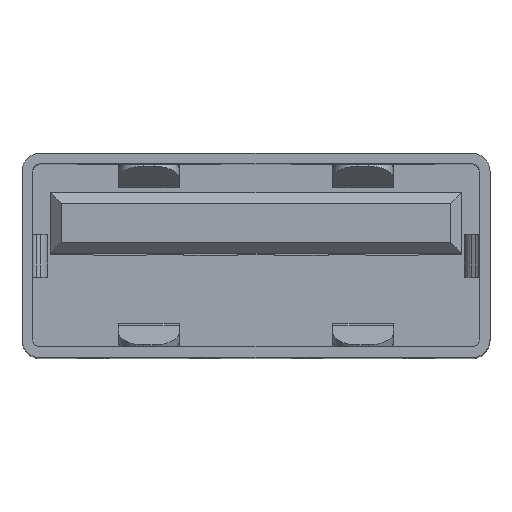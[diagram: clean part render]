
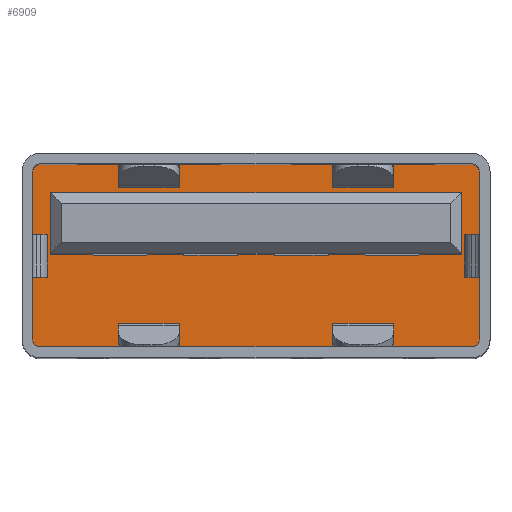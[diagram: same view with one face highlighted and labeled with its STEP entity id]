
A CAD part, top view. The second image highlights one B-rep face of the part: STEP entity #6909.
In plain terms, the highlighted planar face has unit normal (0, 0, 1).
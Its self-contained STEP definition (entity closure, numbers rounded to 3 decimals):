
#21 = CARTESIAN_POINT ( 'NONE',  ( 5.75, 0.06, 5.3 ) ) ;
#126 = ORIENTED_EDGE ( 'NONE', *, *, #926, .F. ) ;
#221 = VECTOR ( 'NONE', #4436, 1000. ) ;
#357 = CARTESIAN_POINT ( 'NONE',  ( 6.05, -2.36, 5.3 ) ) ;
#389 = DIRECTION ( 'NONE',  ( 1., 0., 0. ) ) ;
#536 = EDGE_CURVE ( 'NONE', #818, #6687, #6006, .T. ) ;
#558 = LINE ( 'NONE', #1131, #4924 ) ;
#667 = ORIENTED_EDGE ( 'NONE', *, *, #536, .F. ) ;
#724 = CARTESIAN_POINT ( 'NONE',  ( -5.75, 1.76, 5.3 ) ) ;
#818 = VERTEX_POINT ( 'NONE', #4297 ) ;
#824 = CARTESIAN_POINT ( 'NONE',  ( 5.75, 1.76, 5.3 ) ) ;
#877 = DIRECTION ( 'NONE',  ( 1., 0., 0. ) ) ;
#926 = EDGE_CURVE ( 'NONE', #5582, #818, #4519, .T. ) ;
#943 = VERTEX_POINT ( 'NONE', #6779 ) ;
#955 = FACE_BOUND ( 'NONE', #2872, .T. ) ;
#1131 = CARTESIAN_POINT ( 'NONE',  ( -6.05, -2.56, 5.3 ) ) ;
#1134 = EDGE_CURVE ( 'NONE', #4659, #2086, #6552, .T. ) ;
#1182 = ORIENTED_EDGE ( 'NONE', *, *, #5977, .T. ) ;
#1379 = EDGE_CURVE ( 'NONE', #5819, #943, #1944, .T. ) ;
#1398 = EDGE_CURVE ( 'NONE', #2086, #4098, #5387, .T. ) ;
#1434 = CARTESIAN_POINT ( 'NONE',  ( 6.25, 2.36, 5.3 ) ) ;
#1464 = DIRECTION ( 'NONE',  ( 1., 0., 0. ) ) ;
#1629 = VERTEX_POINT ( 'NONE', #3287 ) ;
#1787 = ORIENTED_EDGE ( 'NONE', *, *, #3643, .T. ) ;
#1944 = CIRCLE ( 'NONE', #3209, 0.2 ) ;
#2086 = VERTEX_POINT ( 'NONE', #6478 ) ;
#2088 = VECTOR ( 'NONE', #2726, 1000. ) ;
#2142 = FACE_OUTER_BOUND ( 'NONE', #5985, .T. ) ;
#2219 = EDGE_CURVE ( 'NONE', #5553, #1629, #6025, .T. ) ;
#2264 = CARTESIAN_POINT ( 'NONE',  ( -6.25, 2.36, 5.3 ) ) ;
#2308 = ORIENTED_EDGE ( 'NONE', *, *, #1134, .T. ) ;
#2450 = LINE ( 'NONE', #6299, #6049 ) ;
#2594 = PLANE ( 'NONE',  #4133 ) ;
#2601 = LINE ( 'NONE', #2700, #4325 ) ;
#2700 = CARTESIAN_POINT ( 'NONE',  ( -5.75, 0.06, 5.3 ) ) ;
#2720 = LINE ( 'NONE', #3851, #6747 ) ;
#2726 = DIRECTION ( 'NONE',  ( 0., -1., 0. ) ) ;
#2808 = DIRECTION ( 'NONE',  ( 1., 0., 0. ) ) ;
#2861 = VECTOR ( 'NONE', #4290, 1000. ) ;
#2872 = EDGE_LOOP ( 'NONE', ( #4556, #6571, #667, #126 ) ) ;
#2964 = VECTOR ( 'NONE', #4674, 1000. ) ;
#3026 = LINE ( 'NONE', #6837, #2964 ) ;
#3153 = ORIENTED_EDGE ( 'NONE', *, *, #1398, .T. ) ;
#3209 = AXIS2_PLACEMENT_3D ( 'NONE', #7048, #5392, #1464 ) ;
#3287 = CARTESIAN_POINT ( 'NONE',  ( 6.25, -2.36, 5.3 ) ) ;
#3303 = DIRECTION ( 'NONE',  ( 0., -1., 0. ) ) ;
#3433 = CARTESIAN_POINT ( 'NONE',  ( 6.05, -2.36, 5.3 ) ) ;
#3437 = ORIENTED_EDGE ( 'NONE', *, *, #6200, .T. ) ;
#3573 = DIRECTION ( 'NONE',  ( 0., 1., 0. ) ) ;
#3643 = EDGE_CURVE ( 'NONE', #943, #5553, #558, .T. ) ;
#3732 = EDGE_CURVE ( 'NONE', #6952, #5582, #2450, .T. ) ;
#3747 = DIRECTION ( 'NONE',  ( 1., 0., 0. ) ) ;
#3749 = DIRECTION ( 'NONE',  ( 0., 0., 1. ) ) ;
#3851 = CARTESIAN_POINT ( 'NONE',  ( -6.25, 2.36, 5.3 ) ) ;
#3936 = CARTESIAN_POINT ( 'NONE',  ( -5.75, 1.76, 5.3 ) ) ;
#4098 = VERTEX_POINT ( 'NONE', #2264 ) ;
#4133 = AXIS2_PLACEMENT_3D ( 'NONE', #357, #6945, #3747 ) ;
#4282 = EDGE_CURVE ( 'NONE', #1629, #6385, #3026, .T. ) ;
#4290 = DIRECTION ( 'NONE',  ( -1., 0., 0. ) ) ;
#4297 = CARTESIAN_POINT ( 'NONE',  ( -5.75, 1.76, 5.3 ) ) ;
#4325 = VECTOR ( 'NONE', #4882, 1000. ) ;
#4436 = DIRECTION ( 'NONE',  ( -1., 0., 0. ) ) ;
#4519 = LINE ( 'NONE', #724, #221 ) ;
#4556 = ORIENTED_EDGE ( 'NONE', *, *, #3732, .F. ) ;
#4659 = VERTEX_POINT ( 'NONE', #6324 ) ;
#4674 = DIRECTION ( 'NONE',  ( 0., 1., 0. ) ) ;
#4882 = DIRECTION ( 'NONE',  ( 1., 0., 0. ) ) ;
#4924 = VECTOR ( 'NONE', #4959, 1000. ) ;
#4959 = DIRECTION ( 'NONE',  ( 1., 0., 0. ) ) ;
#5301 = CARTESIAN_POINT ( 'NONE',  ( 6.05, -2.56, 5.3 ) ) ;
#5387 = CIRCLE ( 'NONE', #6536, 0.2 ) ;
#5392 = DIRECTION ( 'NONE',  ( 0., 0., 1. ) ) ;
#5485 = AXIS2_PLACEMENT_3D ( 'NONE', #6971, #6903, #877 ) ;
#5509 = CARTESIAN_POINT ( 'NONE',  ( -5.75, 0.06, 5.3 ) ) ;
#5553 = VERTEX_POINT ( 'NONE', #5301 ) ;
#5582 = VERTEX_POINT ( 'NONE', #824 ) ;
#5646 = ORIENTED_EDGE ( 'NONE', *, *, #1379, .T. ) ;
#5751 = ORIENTED_EDGE ( 'NONE', *, *, #4282, .T. ) ;
#5819 = VERTEX_POINT ( 'NONE', #6794 ) ;
#5954 = CIRCLE ( 'NONE', #5485, 0.2 ) ;
#5977 = EDGE_CURVE ( 'NONE', #4098, #5819, #2720, .T. ) ;
#5985 = EDGE_LOOP ( 'NONE', ( #6317, #5751, #3437, #2308, #3153, #1182, #5646, #1787 ) ) ;
#6006 = LINE ( 'NONE', #3936, #2088 ) ;
#6013 = CARTESIAN_POINT ( 'NONE',  ( 6.05, 2.56, 5.3 ) ) ;
#6025 = CIRCLE ( 'NONE', #6475, 0.2 ) ;
#6049 = VECTOR ( 'NONE', #3573, 1000. ) ;
#6200 = EDGE_CURVE ( 'NONE', #6385, #4659, #5954, .T. ) ;
#6299 = CARTESIAN_POINT ( 'NONE',  ( 5.75, 1.76, 5.3 ) ) ;
#6317 = ORIENTED_EDGE ( 'NONE', *, *, #2219, .T. ) ;
#6324 = CARTESIAN_POINT ( 'NONE',  ( 6.05, 2.56, 5.3 ) ) ;
#6385 = VERTEX_POINT ( 'NONE', #1434 ) ;
#6475 = AXIS2_PLACEMENT_3D ( 'NONE', #3433, #6662, #2808 ) ;
#6478 = CARTESIAN_POINT ( 'NONE',  ( -6.05, 2.56, 5.3 ) ) ;
#6501 = CARTESIAN_POINT ( 'NONE',  ( -6.05, 2.36, 5.3 ) ) ;
#6508 = EDGE_CURVE ( 'NONE', #6687, #6952, #2601, .T. ) ;
#6536 = AXIS2_PLACEMENT_3D ( 'NONE', #6501, #3749, #389 ) ;
#6552 = LINE ( 'NONE', #6013, #2861 ) ;
#6571 = ORIENTED_EDGE ( 'NONE', *, *, #6508, .F. ) ;
#6662 = DIRECTION ( 'NONE',  ( 0., 0., 1. ) ) ;
#6687 = VERTEX_POINT ( 'NONE', #5509 ) ;
#6747 = VECTOR ( 'NONE', #3303, 1000. ) ;
#6779 = CARTESIAN_POINT ( 'NONE',  ( -6.05, -2.56, 5.3 ) ) ;
#6794 = CARTESIAN_POINT ( 'NONE',  ( -6.25, -2.36, 5.3 ) ) ;
#6837 = CARTESIAN_POINT ( 'NONE',  ( 6.25, -2.36, 5.3 ) ) ;
#6903 = DIRECTION ( 'NONE',  ( 0., 0., 1. ) ) ;
#6909 = ADVANCED_FACE ( 'NONE', ( #2142, #955 ), #2594, .T. ) ;
#6945 = DIRECTION ( 'NONE',  ( 0., 0., 1. ) ) ;
#6952 = VERTEX_POINT ( 'NONE', #21 ) ;
#6971 = CARTESIAN_POINT ( 'NONE',  ( 6.05, 2.36, 5.3 ) ) ;
#7048 = CARTESIAN_POINT ( 'NONE',  ( -6.05, -2.36, 5.3 ) ) ;
